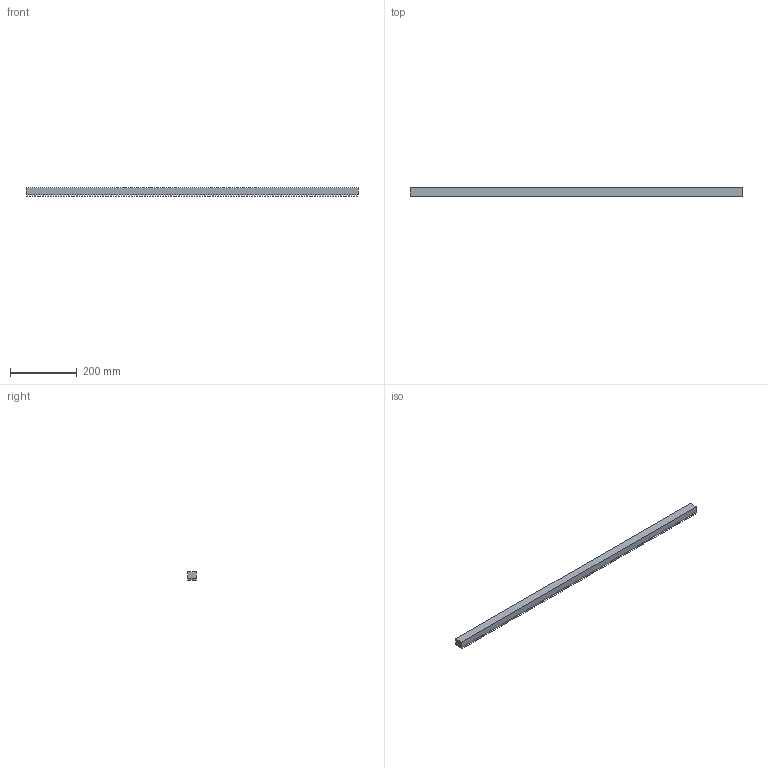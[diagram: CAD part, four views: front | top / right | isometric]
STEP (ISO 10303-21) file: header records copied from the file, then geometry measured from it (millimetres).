
FILE_DESCRIPTION(('STEP AP214'),'1');
FILE_NAME('148-025-610.stp','2017-10-09T08:01:58',('TraceParts'),('TraceParts S.A.'),'Spatial InterOp 3D',' ',' ');
FILE_SCHEMA(('automotive_design'));
Length unit declared in the file: millimetre
Products named in the file (1): 148-025-610
Bounding box: 996.95 x 25 x 25 mm (x, y, z)
Volume: 557092.8 mm3; surface area: 120394.1 mm2
Topology: 1 solids, 1 shells, 514 faces, 1536 edges, 1024 vertices
Faces by surface type: plane 514
Entity records: 21057 total; most frequent: CARTESIAN_POINT 3075, ORIENTED_EDGE 3072, DIRECTION 2566, EDGE_CURVE 1536, LINE 1536, VECTOR 1536, VERTEX_POINT 1024, STYLED_ITEM 515
